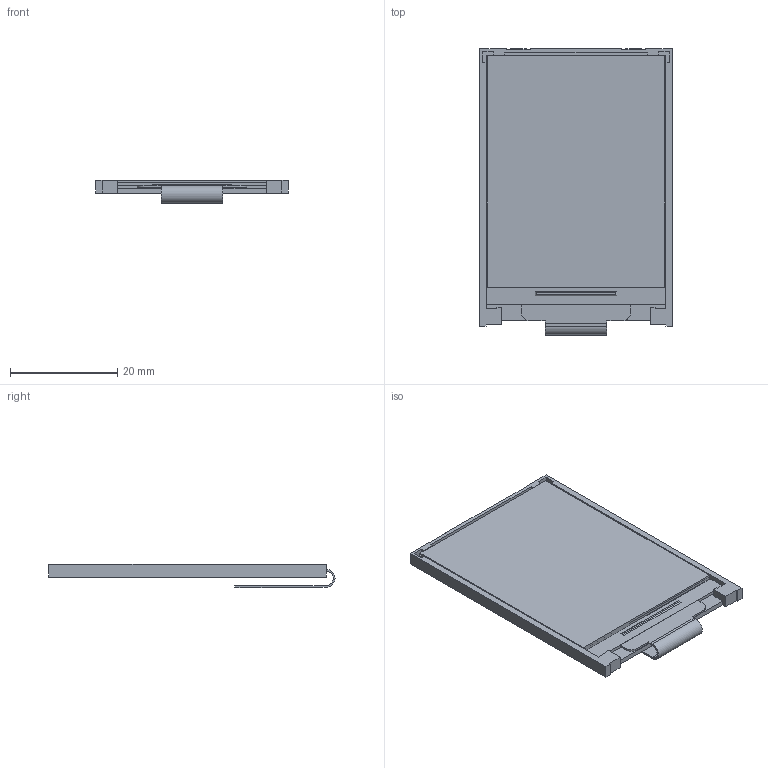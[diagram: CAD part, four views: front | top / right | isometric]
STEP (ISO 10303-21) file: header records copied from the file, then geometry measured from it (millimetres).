
FILE_DESCRIPTION(/* description */ ('Unknown'),/* implementation_level */ '2;1');
FILE_NAME(/* name */ '2.0 TFT IPS - 22P - Reverse Mount - With Glass',/* time_stamp */ '2020-08-27T22:11:14-04:00',/* author */ ('Unknown'),/* organization */ ('Unknown'),/* preprocessor_version */ 'ST-DEVELOPER v16.7',/* originating_system */ 'Solid Edge',/* authorisation */ 'Unknown');
FILE_SCHEMA (('AUTOMOTIVE_DESIGN {1 0 10303 214 3 1 1}'));
Length unit declared in the file: millimetre
Products named in the file (3): 2.0 TFT IPS - 22P - Reverse Mount - With Glass; 2.0 TFT IPS - Glass - Rev
Assembly tree (2 placements, depth 2):
  2.0 TFT IPS - 22P - Reverse Mount - With Glass
    2.0 TFT IPS - 22P - Reverse Mount - With Glass
    2.0 TFT IPS - Glass - Rev
Bounding box: 35.89 x 53.34 x 4.34 mm (x, y, z)
Volume: 5026.4 mm3; surface area: 8279.2 mm2
Topology: 5 solids, 25 shells, 424 faces, 1039 edges, 692 vertices
Faces by surface type: plane 373, bspline 45, cylinder 6
Entity records: 17247 total; most frequent: CARTESIAN_POINT 4983, ORIENTED_EDGE 2070, DIRECTION 1497, EDGE_CURVE 1035, LINE 709, VECTOR 709, VERTEX_POINT 692, EDGE_LOOP 467
